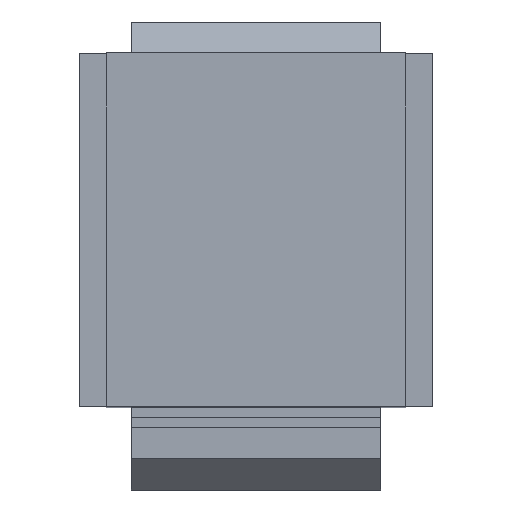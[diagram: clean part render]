
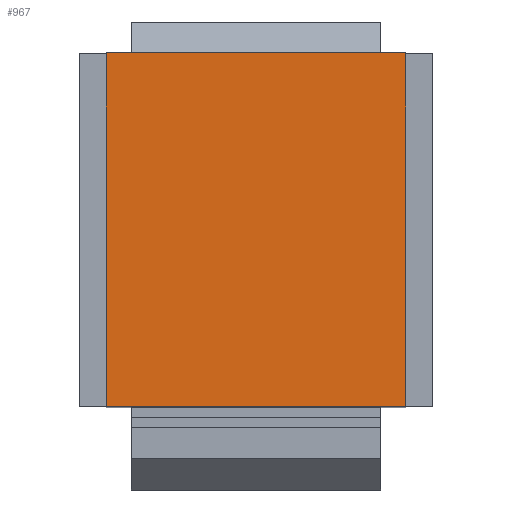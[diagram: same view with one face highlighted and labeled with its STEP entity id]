
A CAD part, top view. The second image highlights one B-rep face of the part: STEP entity #967.
In plain terms, the highlighted planar face has unit normal (0, 0, 1).
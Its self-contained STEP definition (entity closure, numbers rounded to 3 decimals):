
#660 = VERTEX_POINT('',#661);
#661 = CARTESIAN_POINT('',(7.2,-8.5,0.));
#669 = VERTEX_POINT('',#670);
#670 = CARTESIAN_POINT('',(-7.2,-8.5,0.));
#676 = EDGE_CURVE('',#669,#660,#677,.T.);
#677 = LINE('',#678,#679);
#678 = CARTESIAN_POINT('',(-7.2,-8.5,0.));
#679 = VECTOR('',#680,1.);
#680 = DIRECTION('',(1.,0.,0.));
#844 = VERTEX_POINT('',#845);
#845 = CARTESIAN_POINT('',(7.2,8.5,0.));
#853 = VERTEX_POINT('',#854);
#854 = CARTESIAN_POINT('',(-7.2,8.5,0.));
#860 = EDGE_CURVE('',#853,#844,#861,.T.);
#861 = LINE('',#862,#863);
#862 = CARTESIAN_POINT('',(-7.2,8.5,0.));
#863 = VECTOR('',#864,1.);
#864 = DIRECTION('',(1.,0.,0.));
#957 = EDGE_CURVE('',#660,#844,#958,.T.);
#958 = LINE('',#959,#960);
#959 = CARTESIAN_POINT('',(7.2,-8.5,0.));
#960 = VECTOR('',#961,1.);
#961 = DIRECTION('',(0.,1.,0.));
#967 = ADVANCED_FACE('',(#968),#979,.T.);
#968 = FACE_BOUND('',#969,.T.);
#969 = EDGE_LOOP('',(#970,#976,#977,#978));
#970 = ORIENTED_EDGE('',*,*,#971,.F.);
#971 = EDGE_CURVE('',#669,#853,#972,.T.);
#972 = LINE('',#973,#974);
#973 = CARTESIAN_POINT('',(-7.2,-8.5,0.));
#974 = VECTOR('',#975,1.);
#975 = DIRECTION('',(0.,1.,0.));
#976 = ORIENTED_EDGE('',*,*,#676,.T.);
#977 = ORIENTED_EDGE('',*,*,#957,.T.);
#978 = ORIENTED_EDGE('',*,*,#860,.F.);
#979 = PLANE('',#980);
#980 = AXIS2_PLACEMENT_3D('',#981,#982,#983);
#981 = CARTESIAN_POINT('',(-7.2,-8.5,0.));
#982 = DIRECTION('',(0.,0.,1.));
#983 = DIRECTION('',(1.,0.,0.));
